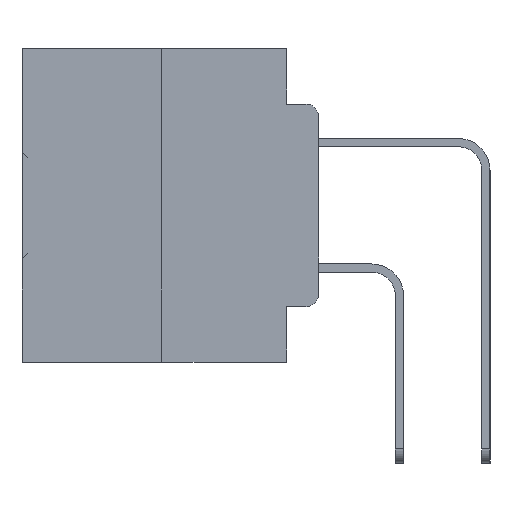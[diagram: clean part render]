
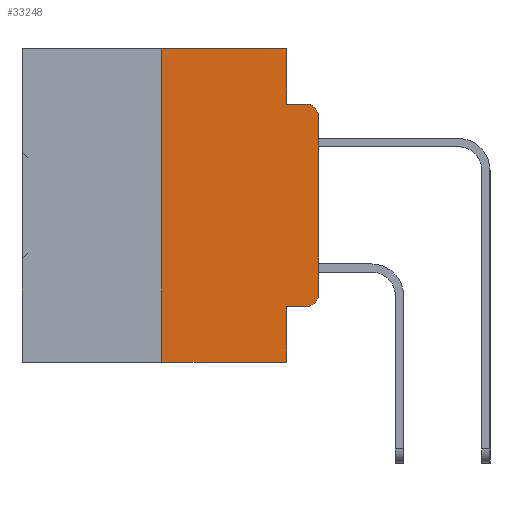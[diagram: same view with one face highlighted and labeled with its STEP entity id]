
A CAD part, left-side view. The second image highlights one B-rep face of the part: STEP entity #33248.
In plain terms, the highlighted planar face has unit normal (-1, 0, 0).
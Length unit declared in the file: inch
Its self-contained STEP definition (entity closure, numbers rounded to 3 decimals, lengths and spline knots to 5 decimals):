
#219 = LINE ( 'NONE', #19562, #21939 ) ;
#423 = ORIENTED_EDGE ( 'NONE', *, *, #30042, .T. ) ;
#849 = ORIENTED_EDGE ( 'NONE', *, *, #21888, .F. ) ;
#1081 = DIRECTION ( 'NONE',  ( 1., 0., 0. ) ) ;
#1183 = DIRECTION ( 'NONE',  ( -1., 0., 0. ) ) ;
#1214 = CARTESIAN_POINT ( 'NONE',  ( 0., 0.25, -0.5 ) ) ;
#1235 = CARTESIAN_POINT ( 'NONE',  ( 0., 0.051, -0.5 ) ) ;
#1956 = CARTESIAN_POINT ( 'NONE',  ( 0., 0.473, 0. ) ) ;
#2086 = DIRECTION ( 'NONE',  ( 0., -1., 0. ) ) ;
#4037 = CARTESIAN_POINT ( 'NONE',  ( 0., 0.473, 0. ) ) ;
#5573 = VECTOR ( 'NONE', #28627, 39.37008 ) ;
#6776 = VERTEX_POINT ( 'NONE', #1235 ) ;
#7049 = LINE ( 'NONE', #29746, #36866 ) ;
#7420 = VERTEX_POINT ( 'NONE', #33232 ) ;
#8569 = CARTESIAN_POINT ( 'NONE',  ( 0., 0., -0.1085 ) ) ;
#8816 = CARTESIAN_POINT ( 'NONE',  ( 0., 0.051, -0.4115 ) ) ;
#9077 = VERTEX_POINT ( 'NONE', #14674 ) ;
#9376 = DIRECTION ( 'NONE',  ( 0., -1., 0. ) ) ;
#9890 = DIRECTION ( 'NONE',  ( 0., 0., -1. ) ) ;
#10601 = EDGE_CURVE ( 'NONE', #32194, #9077, #13641, .T. ) ;
#11133 = VERTEX_POINT ( 'NONE', #19941 ) ;
#11212 = CARTESIAN_POINT ( 'NONE',  ( 0., 0., 0. ) ) ;
#11224 = ORIENTED_EDGE ( 'NONE', *, *, #19312, .F. ) ;
#11370 = CARTESIAN_POINT ( 'NONE',  ( 0., 0.02, -0.0885 ) ) ;
#11770 = AXIS2_PLACEMENT_3D ( 'NONE', #18877, #1183, #21827 ) ;
#12259 = CARTESIAN_POINT ( 'NONE',  ( 0., 0.051, -0.0885 ) ) ;
#12762 = LINE ( 'NONE', #1956, #27338 ) ;
#12910 = PLANE ( 'NONE',  #37135 ) ;
#13641 = LINE ( 'NONE', #8816, #28203 ) ;
#14110 = ORIENTED_EDGE ( 'NONE', *, *, #33774, .F. ) ;
#14141 = EDGE_CURVE ( 'NONE', #11133, #17990, #12762, .T. ) ;
#14268 = VERTEX_POINT ( 'NONE', #8569 ) ;
#14674 = CARTESIAN_POINT ( 'NONE',  ( 0., 0.02, -0.4115 ) ) ;
#14790 = ORIENTED_EDGE ( 'NONE', *, *, #10601, .T. ) ;
#14854 = VERTEX_POINT ( 'NONE', #11370 ) ;
#15771 = VERTEX_POINT ( 'NONE', #1214 ) ;
#16119 = ORIENTED_EDGE ( 'NONE', *, *, #14141, .F. ) ;
#16197 = ORIENTED_EDGE ( 'NONE', *, *, #22386, .T. ) ;
#17007 = CARTESIAN_POINT ( 'NONE',  ( 0., 0.473, -0.5 ) ) ;
#17037 = DIRECTION ( 'NONE',  ( -1., 0., 0. ) ) ;
#17133 = DIRECTION ( 'NONE',  ( 0., 0., -1. ) ) ;
#17990 = VERTEX_POINT ( 'NONE', #26251 ) ;
#18530 = CARTESIAN_POINT ( 'NONE',  ( 0., 0.051, -0.4115 ) ) ;
#18877 = CARTESIAN_POINT ( 'NONE',  ( 0., 0.02, -0.3915 ) ) ;
#18914 = EDGE_CURVE ( 'NONE', #7420, #14268, #36328, .T. ) ;
#19312 = EDGE_CURVE ( 'NONE', #32194, #6776, #32350, .T. ) ;
#19562 = CARTESIAN_POINT ( 'NONE',  ( 0., 0.25, 0. ) ) ;
#19941 = CARTESIAN_POINT ( 'NONE',  ( 0., 0.25, 0. ) ) ;
#19972 = DIRECTION ( 'NONE',  ( 0., -1., 0. ) ) ;
#21733 = DIRECTION ( 'NONE',  ( 0., 0., -1. ) ) ;
#21827 = DIRECTION ( 'NONE',  ( 0., 0., -1. ) ) ;
#21888 = EDGE_CURVE ( 'NONE', #15771, #11133, #219, .T. ) ;
#21939 = VECTOR ( 'NONE', #31170, 39.37008 ) ;
#22014 = LINE ( 'NONE', #17007, #36276 ) ;
#22386 = EDGE_CURVE ( 'NONE', #9077, #7420, #35302, .T. ) ;
#23594 = AXIS2_PLACEMENT_3D ( 'NONE', #34303, #17037, #37112 ) ;
#23852 = VECTOR ( 'NONE', #9890, 39.37008 ) ;
#25445 = ORIENTED_EDGE ( 'NONE', *, *, #34170, .T. ) ;
#26022 = VERTEX_POINT ( 'NONE', #12259 ) ;
#26251 = CARTESIAN_POINT ( 'NONE',  ( 0., 0.051, 0. ) ) ;
#27198 = ORIENTED_EDGE ( 'NONE', *, *, #18914, .T. ) ;
#27338 = VECTOR ( 'NONE', #2086, 39.37008 ) ;
#27369 = CARTESIAN_POINT ( 'NONE',  ( 0., 0.051, 0. ) ) ;
#28163 = EDGE_CURVE ( 'NONE', #17990, #26022, #35130, .T. ) ;
#28203 = VECTOR ( 'NONE', #37589, 39.37008 ) ;
#28627 = DIRECTION ( 'NONE',  ( 0., 0., 1. ) ) ;
#29746 = CARTESIAN_POINT ( 'NONE',  ( 0., 0.051, -0.0885 ) ) ;
#30042 = EDGE_CURVE ( 'NONE', #15771, #6776, #22014, .T. ) ;
#31170 = DIRECTION ( 'NONE',  ( 0., 0., 1. ) ) ;
#31197 = FACE_OUTER_BOUND ( 'NONE', #32356, .T. ) ;
#31573 = CARTESIAN_POINT ( 'NONE',  ( 0., 0.051, 0. ) ) ;
#32013 = CIRCLE ( 'NONE', #23594, 0.02 ) ;
#32194 = VERTEX_POINT ( 'NONE', #18530 ) ;
#32350 = LINE ( 'NONE', #27369, #23852 ) ;
#32356 = EDGE_LOOP ( 'NONE', ( #27198, #25445, #14110, #37225, #16119, #849, #423, #11224, #14790, #16197 ) ) ;
#33232 = CARTESIAN_POINT ( 'NONE',  ( 0., 0., -0.3915 ) ) ;
#33248 = ADVANCED_FACE ( 'NONE', ( #31197 ), #12910, .F. ) ;
#33774 = EDGE_CURVE ( 'NONE', #26022, #14854, #7049, .T. ) ;
#34170 = EDGE_CURVE ( 'NONE', #14268, #14854, #32013, .T. ) ;
#34252 = VECTOR ( 'NONE', #17133, 39.37008 ) ;
#34303 = CARTESIAN_POINT ( 'NONE',  ( 0., 0.02, -0.1085 ) ) ;
#35130 = LINE ( 'NONE', #31573, #34252 ) ;
#35302 = CIRCLE ( 'NONE', #11770, 0.02 ) ;
#36276 = VECTOR ( 'NONE', #19972, 39.37008 ) ;
#36328 = LINE ( 'NONE', #11212, #5573 ) ;
#36866 = VECTOR ( 'NONE', #9376, 39.37008 ) ;
#37112 = DIRECTION ( 'NONE',  ( 0., 0., -1. ) ) ;
#37135 = AXIS2_PLACEMENT_3D ( 'NONE', #4037, #1081, #21733 ) ;
#37225 = ORIENTED_EDGE ( 'NONE', *, *, #28163, .F. ) ;
#37589 = DIRECTION ( 'NONE',  ( 0., -1., 0. ) ) ;
